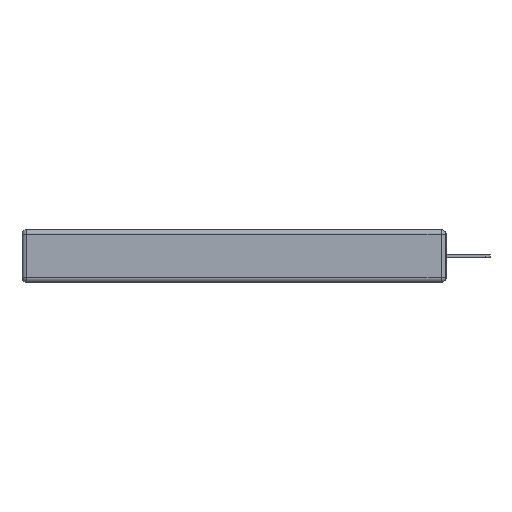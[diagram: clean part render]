
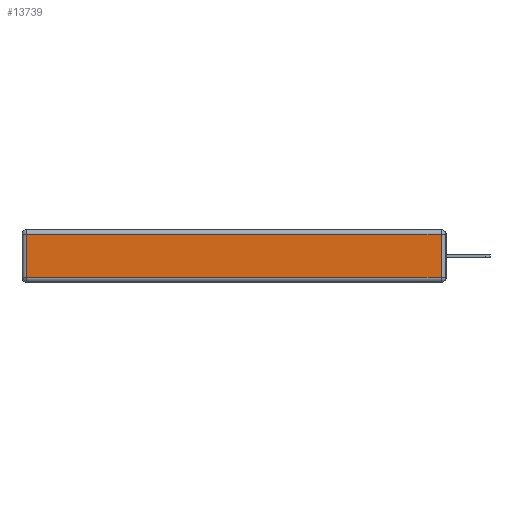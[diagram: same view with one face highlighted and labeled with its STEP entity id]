
A CAD part, left-side view. The second image highlights one B-rep face of the part: STEP entity #13739.
In plain terms, the highlighted planar face has unit normal (-1, 0, 0).
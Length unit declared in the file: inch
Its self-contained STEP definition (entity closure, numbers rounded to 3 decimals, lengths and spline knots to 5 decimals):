
#33 = VERTEX_POINT ( 'NONE', #3092 ) ;
#157 = LINE ( 'NONE', #1133, #5160 ) ;
#691 = PLANE ( 'NONE',  #9535 ) ;
#1133 = CARTESIAN_POINT ( 'NONE',  ( 0., 0., -0.313 ) ) ;
#1584 = CARTESIAN_POINT ( 'NONE',  ( 0., 0., -0.343 ) ) ;
#2176 = VERTEX_POINT ( 'NONE', #4313 ) ;
#2772 = FACE_OUTER_BOUND ( 'NONE', #7482, .T. ) ;
#3092 = CARTESIAN_POINT ( 'NONE',  ( 0., 2.72, -0.313 ) ) ;
#3270 = VERTEX_POINT ( 'NONE', #3326 ) ;
#3287 = ORIENTED_EDGE ( 'NONE', *, *, #3766, .T. ) ;
#3326 = CARTESIAN_POINT ( 'NONE',  ( 0., 2.72, -0.03 ) ) ;
#3766 = EDGE_CURVE ( 'NONE', #3270, #33, #13299, .T. ) ;
#3969 = CARTESIAN_POINT ( 'NONE',  ( 0., 2.75, -0.03 ) ) ;
#4199 = ORIENTED_EDGE ( 'NONE', *, *, #11138, .T. ) ;
#4313 = CARTESIAN_POINT ( 'NONE',  ( 0., 0.03, -0.313 ) ) ;
#5160 = VECTOR ( 'NONE', #12742, 39.37008 ) ;
#5336 = CARTESIAN_POINT ( 'NONE',  ( 0., 0.03, -0.03 ) ) ;
#6185 = DIRECTION ( 'NONE',  ( -1., 0., 0. ) ) ;
#7384 = DIRECTION ( 'NONE',  ( 0., 0., 1. ) ) ;
#7482 = EDGE_LOOP ( 'NONE', ( #4199, #11799, #10957, #3287 ) ) ;
#7617 = VECTOR ( 'NONE', #14197, 39.37008 ) ;
#8568 = DIRECTION ( 'NONE',  ( 0., 1., 0. ) ) ;
#9332 = EDGE_CURVE ( 'NONE', #11424, #3270, #14383, .T. ) ;
#9535 = AXIS2_PLACEMENT_3D ( 'NONE', #1584, #6185, #7384 ) ;
#9660 = LINE ( 'NONE', #11790, #7617 ) ;
#10957 = ORIENTED_EDGE ( 'NONE', *, *, #9332, .T. ) ;
#11138 = EDGE_CURVE ( 'NONE', #33, #2176, #157, .T. ) ;
#11256 = DIRECTION ( 'NONE',  ( 0., 0., -1. ) ) ;
#11424 = VERTEX_POINT ( 'NONE', #5336 ) ;
#11790 = CARTESIAN_POINT ( 'NONE',  ( 0., 0.03, -0.343 ) ) ;
#11799 = ORIENTED_EDGE ( 'NONE', *, *, #13394, .T. ) ;
#12742 = DIRECTION ( 'NONE',  ( 0., -1., 0. ) ) ;
#12990 = VECTOR ( 'NONE', #8568, 39.37008 ) ;
#13299 = LINE ( 'NONE', #14489, #14144 ) ;
#13394 = EDGE_CURVE ( 'NONE', #2176, #11424, #9660, .T. ) ;
#13739 = ADVANCED_FACE ( 'NONE', ( #2772 ), #691, .T. ) ;
#14144 = VECTOR ( 'NONE', #11256, 39.37008 ) ;
#14197 = DIRECTION ( 'NONE',  ( 0., 0., 1. ) ) ;
#14383 = LINE ( 'NONE', #3969, #12990 ) ;
#14489 = CARTESIAN_POINT ( 'NONE',  ( 0., 2.72, -0.343 ) ) ;
